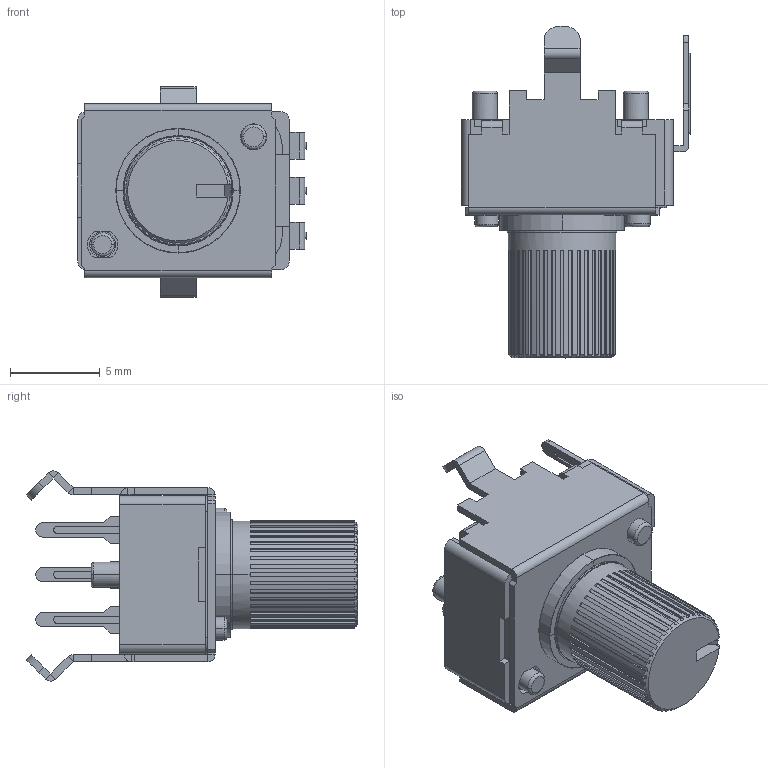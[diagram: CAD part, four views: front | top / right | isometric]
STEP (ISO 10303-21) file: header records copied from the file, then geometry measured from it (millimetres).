
FILE_DESCRIPTION((''),'2;1');
FILE_NAME('P090S-04T15AR_ASM','2017-05-08T10:29:05',('bmozley'),(''),'CREO PARAMETRIC BY PTC INC, 2016510','CREO PARAMETRIC BY PTC INC, 2016510','');
FILE_SCHEMA(('CONFIG_CONTROL_DESIGN'));
Length unit declared in the file: millimetre
Products named in the file (8): 12236_11_1; 12236_11_2; 12236_11_3; 12236_11_ASM; 13944_1; 12639-10_23; 12638-1-L15F; P090S-04T15AR_ASM
Assembly tree (7 placements, depth 3):
  P090S-04T15AR_ASM
    12236_11_ASM
      12236_11_1
      12236_11_2
      12236_11_3
    13944_1
    12639-10_23
    12638-1-L15F
Bounding box: 12.75 x 18.47 x 11.71 mm (x, y, z)
Volume: 718.9 mm3; surface area: 1719.1 mm2
Topology: 6 solids, 6 shells, 821 faces, 2277 edges, 1501 vertices
Faces by surface type: plane 681, cylinder 125, torus 8, cone 7
Entity records: 26610 total; most frequent: CARTESIAN_POINT 5228, ORIENTED_EDGE 4554, DIRECTION 4244, EDGE_CURVE 2277, VECTOR 1706, LINE 1706, VERTEX_POINT 1501, AXIS2_PLACEMENT_3D 1269
